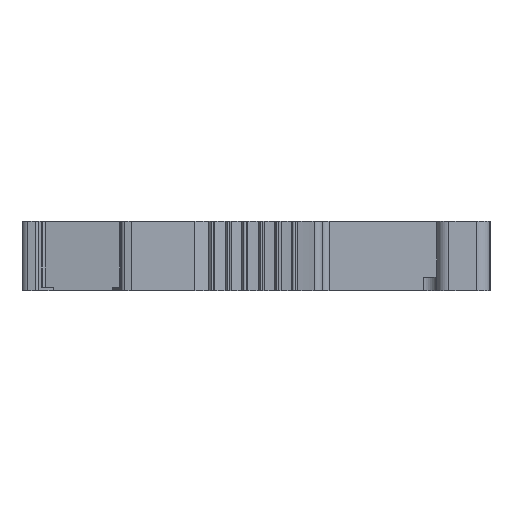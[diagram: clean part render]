
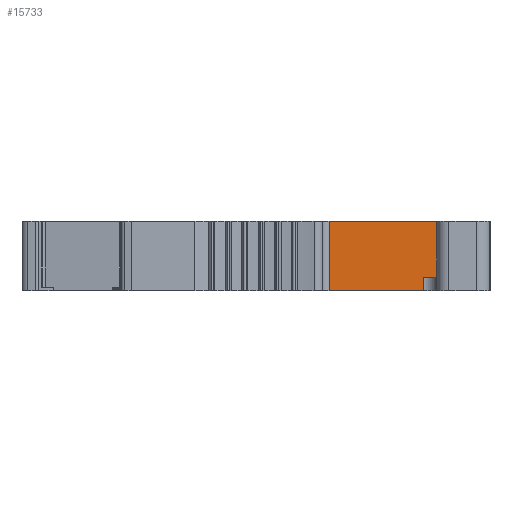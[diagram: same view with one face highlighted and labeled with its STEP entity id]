
A CAD part, left-side view. The second image highlights one B-rep face of the part: STEP entity #15733.
In plain terms, the highlighted planar face has unit normal (-1, 0, 0).
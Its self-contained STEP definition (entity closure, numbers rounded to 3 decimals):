
#2646=DIRECTION('',(0.,1.,0.));
#2647=VECTOR('',#2646,3.1);
#2648=CARTESIAN_POINT('',(-27.1,-4.103,-1.6));
#2649=LINE('',#2648,#2647);
#2650=DIRECTION('',(0.,1.,0.));
#2651=VECTOR('',#2650,7.1);
#2652=CARTESIAN_POINT('',(-27.1,-1.003,-2.6));
#2653=LINE('',#2652,#2651);
#2654=DIRECTION('',(0.,-1.,0.));
#2655=VECTOR('',#2654,10.2);
#2656=CARTESIAN_POINT('',(-27.1,6.097,2.6));
#2657=LINE('',#2656,#2655);
#2658=DIRECTION('',(0.,0.,1.));
#2659=VECTOR('',#2658,1.);
#2660=CARTESIAN_POINT('',(-27.1,-1.003,-2.6));
#2661=LINE('',#2660,#2659);
#2678=DIRECTION('',(0.,0.,-1.));
#2679=VECTOR('',#2678,5.2);
#2680=CARTESIAN_POINT('',(-27.1,6.097,2.6));
#2681=LINE('',#2680,#2679);
#9555=DIRECTION('',(0.,0.,1.));
#9556=VECTOR('',#9555,4.2);
#9557=CARTESIAN_POINT('',(-27.1,-4.103,-1.6));
#9558=LINE('',#9557,#9556);
#10383=CARTESIAN_POINT('',(-27.1,-4.103,2.6));
#10384=VERTEX_POINT('',#10383);
#10385=CARTESIAN_POINT('',(-27.1,6.097,2.6));
#10386=VERTEX_POINT('',#10385);
#11070=CARTESIAN_POINT('',(-27.1,6.097,-2.6));
#11071=VERTEX_POINT('',#11070);
#11072=CARTESIAN_POINT('',(-27.1,-1.003,-2.6));
#11073=VERTEX_POINT('',#11072);
#11210=CARTESIAN_POINT('',(-27.1,-1.003,-1.6));
#11211=VERTEX_POINT('',#11210);
#11212=CARTESIAN_POINT('',(-27.1,-4.103,-1.6));
#11213=VERTEX_POINT('',#11212);
#15717=CARTESIAN_POINT('',(-27.1,0.997,0.));
#15718=DIRECTION('',(1.,0.,0.));
#15719=DIRECTION('',(0.,-1.,0.));
#15720=AXIS2_PLACEMENT_3D('',#15717,#15718,#15719);
#15721=PLANE('',#15720);
#15722=ORIENTED_EDGE('',*,*,#15698,.T.);
#15724=ORIENTED_EDGE('',*,*,#15723,.F.);
#15725=ORIENTED_EDGE('',*,*,#15025,.T.);
#15727=ORIENTED_EDGE('',*,*,#15726,.F.);
#15728=ORIENTED_EDGE('',*,*,#13199,.T.);
#15730=ORIENTED_EDGE('',*,*,#15729,.F.);
#15731=EDGE_LOOP('',(#15722,#15724,#15725,#15727,#15728,#15730));
#15732=FACE_OUTER_BOUND('',#15731,.F.);
#15733=ADVANCED_FACE('',(#15732),#15721,.F.);
#13199=EDGE_CURVE('',#10386,#10384,#2657,.T.);
#15025=EDGE_CURVE('',#11073,#11071,#2653,.T.);
#15698=EDGE_CURVE('',#11213,#11211,#2649,.T.);
#15723=EDGE_CURVE('',#11073,#11211,#2661,.T.);
#15726=EDGE_CURVE('',#10386,#11071,#2681,.T.);
#15729=EDGE_CURVE('',#11213,#10384,#9558,.T.);
